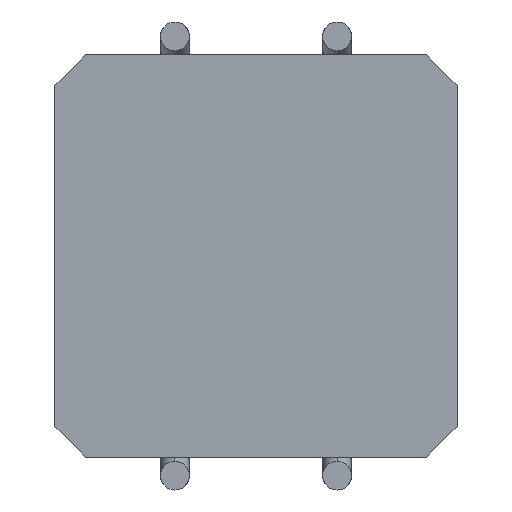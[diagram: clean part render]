
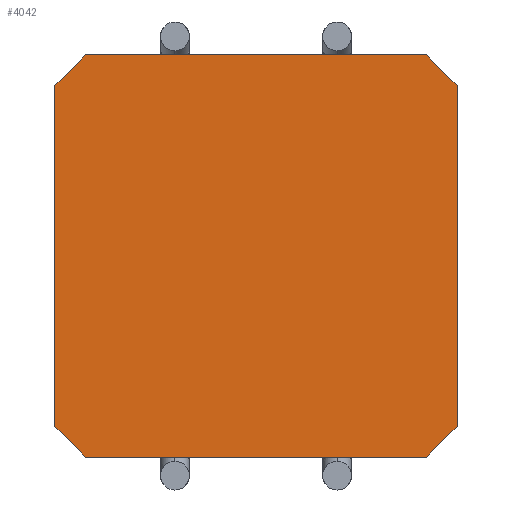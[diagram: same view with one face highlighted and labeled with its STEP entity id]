
A CAD part, front view. The second image highlights one B-rep face of the part: STEP entity #4042.
In plain terms, the highlighted planar face has unit normal (0, -1, 0).
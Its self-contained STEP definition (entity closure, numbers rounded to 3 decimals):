
#71 = CARTESIAN_POINT ( 'NONE',  ( 5.05, 0., -5.95 ) ) ;
#104 = CARTESIAN_POINT ( 'NONE',  ( -5.05, 0., -5.95 ) ) ;
#118 = FACE_OUTER_BOUND ( 'NONE', #1557, .T. ) ;
#149 = ORIENTED_EDGE ( 'NONE', *, *, #3645, .F. ) ;
#184 = DIRECTION ( 'NONE',  ( 0., 0., -1. ) ) ;
#227 = EDGE_CURVE ( 'NONE', #3177, #3398, #4258, .T. ) ;
#276 = VECTOR ( 'NONE', #1752, 1000. ) ;
#344 = CARTESIAN_POINT ( 'NONE',  ( 5.05, 0., 5.95 ) ) ;
#373 = CARTESIAN_POINT ( 'NONE',  ( -5.95, 0., -5.05 ) ) ;
#425 = LINE ( 'NONE', #71, #3179 ) ;
#557 = EDGE_CURVE ( 'NONE', #3398, #1209, #425, .T. ) ;
#580 = ORIENTED_EDGE ( 'NONE', *, *, #2861, .F. ) ;
#689 = LINE ( 'NONE', #344, #2385 ) ;
#824 = VERTEX_POINT ( 'NONE', #3209 ) ;
#837 = CARTESIAN_POINT ( 'NONE',  ( 0., 0., 0. ) ) ;
#845 = CARTESIAN_POINT ( 'NONE',  ( -5.05, 0., -5.95 ) ) ;
#850 = CARTESIAN_POINT ( 'NONE',  ( 5.95, 0., 5.05 ) ) ;
#929 = CARTESIAN_POINT ( 'NONE',  ( 5.05, 0., -5.95 ) ) ;
#1041 = EDGE_CURVE ( 'NONE', #3792, #3177, #3440, .T. ) ;
#1085 = CARTESIAN_POINT ( 'NONE',  ( -5.95, 0., -5.05 ) ) ;
#1192 = LINE ( 'NONE', #2538, #1548 ) ;
#1209 = VERTEX_POINT ( 'NONE', #2055 ) ;
#1258 = LINE ( 'NONE', #3891, #3134 ) ;
#1545 = ORIENTED_EDGE ( 'NONE', *, *, #557, .T. ) ;
#1548 = VECTOR ( 'NONE', #2258, 1000. ) ;
#1556 = VERTEX_POINT ( 'NONE', #1631 ) ;
#1557 = EDGE_LOOP ( 'NONE', ( #3958, #2274, #3706, #1709, #1545, #149, #4075, #580 ) ) ;
#1631 = CARTESIAN_POINT ( 'NONE',  ( -5.95, 0., 5.05 ) ) ;
#1673 = DIRECTION ( 'NONE',  ( 1., 0., 0. ) ) ;
#1708 = DIRECTION ( 'NONE',  ( 0.707, 0., -0.707 ) ) ;
#1709 = ORIENTED_EDGE ( 'NONE', *, *, #227, .T. ) ;
#1715 = VERTEX_POINT ( 'NONE', #3804 ) ;
#1733 = CARTESIAN_POINT ( 'NONE',  ( -5.05, 0., 5.95 ) ) ;
#1752 = DIRECTION ( 'NONE',  ( 0.707, 0., -0.707 ) ) ;
#1804 = VERTEX_POINT ( 'NONE', #2257 ) ;
#2055 = CARTESIAN_POINT ( 'NONE',  ( 5.95, 0., -5.05 ) ) ;
#2257 = CARTESIAN_POINT ( 'NONE',  ( -5.05, 0., 5.95 ) ) ;
#2258 = DIRECTION ( 'NONE',  ( 0.707, 0., 0.707 ) ) ;
#2274 = ORIENTED_EDGE ( 'NONE', *, *, #2991, .T. ) ;
#2283 = DIRECTION ( 'NONE',  ( 0., 0., -1. ) ) ;
#2385 = VECTOR ( 'NONE', #1708, 1000. ) ;
#2490 = VECTOR ( 'NONE', #4188, 1000. ) ;
#2537 = VECTOR ( 'NONE', #184, 1000. ) ;
#2538 = CARTESIAN_POINT ( 'NONE',  ( -5.95, 0., 5.05 ) ) ;
#2624 = LINE ( 'NONE', #850, #2537 ) ;
#2726 = VECTOR ( 'NONE', #1673, 1000. ) ;
#2730 = LINE ( 'NONE', #1733, #2726 ) ;
#2803 = DIRECTION ( 'NONE',  ( 0.707, 0., 0.707 ) ) ;
#2847 = PLANE ( 'NONE',  #3077 ) ;
#2861 = EDGE_CURVE ( 'NONE', #1804, #824, #2730, .T. ) ;
#2991 = EDGE_CURVE ( 'NONE', #1556, #3792, #1258, .T. ) ;
#3077 = AXIS2_PLACEMENT_3D ( 'NONE', #837, #3518, #3449 ) ;
#3134 = VECTOR ( 'NONE', #2283, 1000. ) ;
#3177 = VERTEX_POINT ( 'NONE', #104 ) ;
#3179 = VECTOR ( 'NONE', #2803, 1000. ) ;
#3209 = CARTESIAN_POINT ( 'NONE',  ( 5.05, 0., 5.95 ) ) ;
#3344 = EDGE_CURVE ( 'NONE', #824, #1715, #689, .T. ) ;
#3398 = VERTEX_POINT ( 'NONE', #929 ) ;
#3440 = LINE ( 'NONE', #373, #276 ) ;
#3449 = DIRECTION ( 'NONE',  ( 0., 0., 1. ) ) ;
#3518 = DIRECTION ( 'NONE',  ( 0., 1., 0. ) ) ;
#3645 = EDGE_CURVE ( 'NONE', #1715, #1209, #2624, .T. ) ;
#3706 = ORIENTED_EDGE ( 'NONE', *, *, #1041, .T. ) ;
#3792 = VERTEX_POINT ( 'NONE', #1085 ) ;
#3804 = CARTESIAN_POINT ( 'NONE',  ( 5.95, 0., 5.05 ) ) ;
#3885 = EDGE_CURVE ( 'NONE', #1556, #1804, #1192, .T. ) ;
#3891 = CARTESIAN_POINT ( 'NONE',  ( -5.95, 0., 5.05 ) ) ;
#3958 = ORIENTED_EDGE ( 'NONE', *, *, #3885, .F. ) ;
#4042 = ADVANCED_FACE ( 'NONE', ( #118 ), #2847, .F. ) ;
#4075 = ORIENTED_EDGE ( 'NONE', *, *, #3344, .F. ) ;
#4188 = DIRECTION ( 'NONE',  ( 1., 0., 0. ) ) ;
#4258 = LINE ( 'NONE', #845, #2490 ) ;
